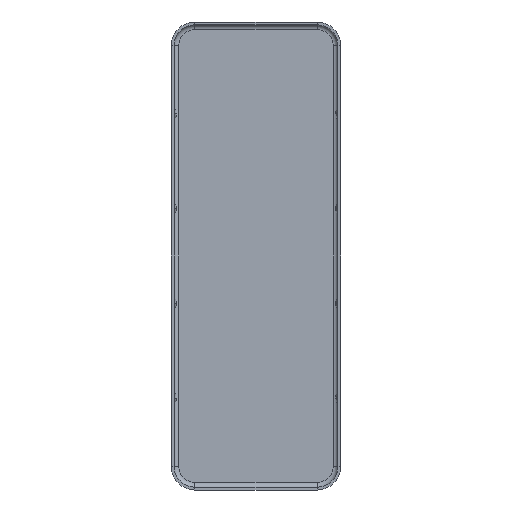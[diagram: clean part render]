
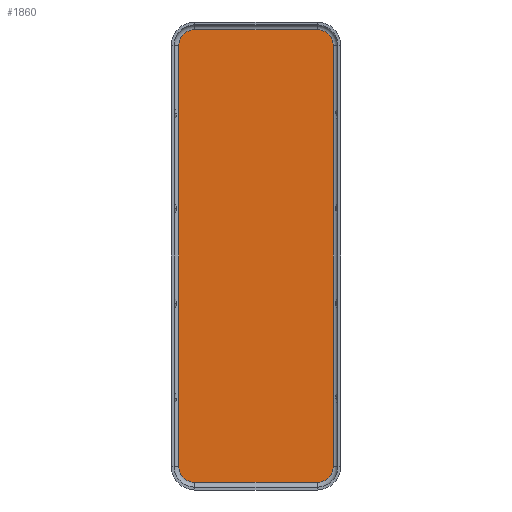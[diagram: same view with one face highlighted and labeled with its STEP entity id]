
A CAD part, front view. The second image highlights one B-rep face of the part: STEP entity #1860.
In plain terms, the highlighted planar face has unit normal (0, -1, 0).
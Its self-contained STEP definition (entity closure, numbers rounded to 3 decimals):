
#51 = ORIENTED_EDGE ( 'NONE', *, *, #81, .T. ) ;
#81 = EDGE_CURVE ( 'NONE', #971, #1361, #341, .T. ) ;
#116 = CARTESIAN_POINT ( 'NONE',  ( 6.45, 0., -23.9 ) ) ;
#171 = AXIS2_PLACEMENT_3D ( 'NONE', #270, #1909, #2053 ) ;
#172 = PLANE ( 'NONE',  #1574 ) ;
#211 = CARTESIAN_POINT ( 'NONE',  ( 6.45, 0., 22.2 ) ) ;
#241 = CIRCLE ( 'NONE', #410, 1.7 ) ;
#270 = CARTESIAN_POINT ( 'NONE',  ( -6.45, 0., 22.2 ) ) ;
#280 = EDGE_CURVE ( 'NONE', #758, #1238, #1341, .T. ) ;
#281 = EDGE_LOOP ( 'NONE', ( #406, #1818, #1431, #51, #1884, #700, #1598, #500 ) ) ;
#287 = VERTEX_POINT ( 'NONE', #1898 ) ;
#341 = CIRCLE ( 'NONE', #1979, 1.7 ) ;
#358 = DIRECTION ( 'NONE',  ( 0., 0., 1. ) ) ;
#365 = CARTESIAN_POINT ( 'NONE',  ( 8.15, 0., 22.2 ) ) ;
#366 = CARTESIAN_POINT ( 'NONE',  ( 6.45, 0., -22.2 ) ) ;
#378 = DIRECTION ( 'NONE',  ( 0., 0., -1. ) ) ;
#406 = ORIENTED_EDGE ( 'NONE', *, *, #636, .F. ) ;
#407 = DIRECTION ( 'NONE',  ( -1., 0., 0. ) ) ;
#410 = AXIS2_PLACEMENT_3D ( 'NONE', #1068, #1875, #415 ) ;
#415 = DIRECTION ( 'NONE',  ( 0., 0., 1. ) ) ;
#464 = CARTESIAN_POINT ( 'NONE',  ( -8.15, 0., -22.2 ) ) ;
#468 = DIRECTION ( 'NONE',  ( 0., 0., -1. ) ) ;
#480 = LINE ( 'NONE', #2060, #1946 ) ;
#500 = ORIENTED_EDGE ( 'NONE', *, *, #632, .T. ) ;
#522 = EDGE_CURVE ( 'NONE', #287, #525, #1792, .T. ) ;
#525 = VERTEX_POINT ( 'NONE', #1310 ) ;
#535 = LINE ( 'NONE', #1820, #1234 ) ;
#625 = CARTESIAN_POINT ( 'NONE',  ( -8.15, 0., 22.2 ) ) ;
#632 = EDGE_CURVE ( 'NONE', #1221, #640, #241, .T. ) ;
#635 = CARTESIAN_POINT ( 'NONE',  ( -6.45, 0., 23.9 ) ) ;
#636 = EDGE_CURVE ( 'NONE', #525, #640, #900, .T. ) ;
#640 = VERTEX_POINT ( 'NONE', #1209 ) ;
#700 = ORIENTED_EDGE ( 'NONE', *, *, #280, .F. ) ;
#758 = VERTEX_POINT ( 'NONE', #625 ) ;
#826 = DIRECTION ( 'NONE',  ( 0., -1., 0. ) ) ;
#882 = AXIS2_PLACEMENT_3D ( 'NONE', #2073, #1030, #358 ) ;
#900 = LINE ( 'NONE', #116, #1919 ) ;
#971 = VERTEX_POINT ( 'NONE', #365 ) ;
#1030 = DIRECTION ( 'NONE',  ( 0., 1., 0. ) ) ;
#1068 = CARTESIAN_POINT ( 'NONE',  ( -6.45, 0., -22.2 ) ) ;
#1209 = CARTESIAN_POINT ( 'NONE',  ( -6.45, 0., -23.9 ) ) ;
#1221 = VERTEX_POINT ( 'NONE', #464 ) ;
#1234 = VECTOR ( 'NONE', #378, 1000. ) ;
#1238 = VERTEX_POINT ( 'NONE', #635 ) ;
#1310 = CARTESIAN_POINT ( 'NONE',  ( 6.45, 0., -23.9 ) ) ;
#1314 = LINE ( 'NONE', #1467, #1642 ) ;
#1324 = DIRECTION ( 'NONE',  ( -1., 0., 0. ) ) ;
#1341 = CIRCLE ( 'NONE', #171, 1.7 ) ;
#1352 = EDGE_CURVE ( 'NONE', #1361, #1238, #1314, .T. ) ;
#1358 = CARTESIAN_POINT ( 'NONE',  ( 6.45, 0., 23.9 ) ) ;
#1361 = VERTEX_POINT ( 'NONE', #1358 ) ;
#1431 = ORIENTED_EDGE ( 'NONE', *, *, #1852, .F. ) ;
#1467 = CARTESIAN_POINT ( 'NONE',  ( 6.45, 0., 23.9 ) ) ;
#1574 = AXIS2_PLACEMENT_3D ( 'NONE', #366, #826, #1652 ) ;
#1598 = ORIENTED_EDGE ( 'NONE', *, *, #1702, .T. ) ;
#1637 = DIRECTION ( 'NONE',  ( 0., 0., -1. ) ) ;
#1642 = VECTOR ( 'NONE', #1324, 1000. ) ;
#1643 = FACE_OUTER_BOUND ( 'NONE', #281, .T. ) ;
#1652 = DIRECTION ( 'NONE',  ( 0., 0., -1. ) ) ;
#1702 = EDGE_CURVE ( 'NONE', #758, #1221, #480, .T. ) ;
#1792 = CIRCLE ( 'NONE', #882, 1.7 ) ;
#1806 = DIRECTION ( 'NONE',  ( 0., -1., 0. ) ) ;
#1818 = ORIENTED_EDGE ( 'NONE', *, *, #522, .F. ) ;
#1820 = CARTESIAN_POINT ( 'NONE',  ( 8.15, 0., 0. ) ) ;
#1852 = EDGE_CURVE ( 'NONE', #971, #287, #535, .T. ) ;
#1860 = ADVANCED_FACE ( 'NONE', ( #1643 ), #172, .T. ) ;
#1875 = DIRECTION ( 'NONE',  ( 0., -1., 0. ) ) ;
#1884 = ORIENTED_EDGE ( 'NONE', *, *, #1352, .T. ) ;
#1898 = CARTESIAN_POINT ( 'NONE',  ( 8.15, 0., -22.2 ) ) ;
#1909 = DIRECTION ( 'NONE',  ( 0., 1., 0. ) ) ;
#1919 = VECTOR ( 'NONE', #407, 1000. ) ;
#1946 = VECTOR ( 'NONE', #468, 1000. ) ;
#1979 = AXIS2_PLACEMENT_3D ( 'NONE', #211, #1806, #1637 ) ;
#2053 = DIRECTION ( 'NONE',  ( 0., 0., -1. ) ) ;
#2060 = CARTESIAN_POINT ( 'NONE',  ( -8.15, 0., 0. ) ) ;
#2073 = CARTESIAN_POINT ( 'NONE',  ( 6.45, 0., -22.2 ) ) ;
